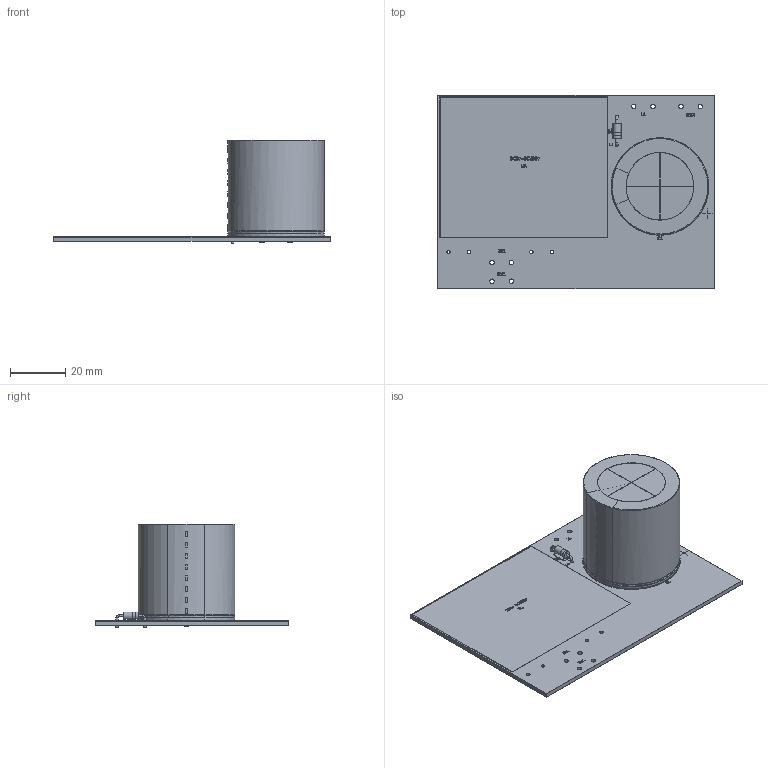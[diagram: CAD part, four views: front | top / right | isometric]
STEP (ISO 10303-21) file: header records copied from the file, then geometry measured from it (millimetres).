
FILE_DESCRIPTION(('KiCad electronic assembly'),'2;1');
FILE_NAME('MagFire.step','2025-06-20T13:58:37',('Pcbnew'),('Kicad'), 'Open CASCADE STEP processor 7.8','KiCad to STEP converter','Unknown' );
FILE_SCHEMA(('AUTOMOTIVE_DESIGN { 1 0 10303 214 1 1 1 1 }'));
Length unit declared in the file: millimetre
Products named in the file (6): MagFire 1; D_DO-41_SOD81_P10.16mm_Horizontal; CP_Radial_D35.0mm_P10.00mm_SnapIn; MagFire_silkscreen; MagFire_soldermask; MagFire_PCB
Assembly tree (5 placements, depth 2):
  MagFire 1
    D_DO-41_SOD81_P10.16mm_Horizontal
    CP_Radial_D35.0mm_P10.00mm_SnapIn
    MagFire_silkscreen
    MagFire_soldermask
    MagFire_PCB
Bounding box: 100 x 70 x 37.5 mm (x, y, z)
Volume: 44041.7 mm3; surface area: 35888.6 mm2
Topology: 3 solids, 39 shells, 125 faces, 909 edges, 841 vertices
Faces by surface type: plane 70, cylinder 43, torus 4, revolution 4, bspline 4
Full cylindrical faces by diameter (mm): 0.8 x4, 1.1 x2, 1.25 x4, 1.6 x8, 1.7 x2, 2 x2, 2.7 x2, 2.72 x1
Entity records: 10572 total; most frequent: CARTESIAN_POINT 2701, DIRECTION 1406, ORIENTED_EDGE 1171, EDGE_CURVE 909, VERTEX_POINT 841, LINE 550, VECTOR 550, AXIS2_PLACEMENT_3D 426
